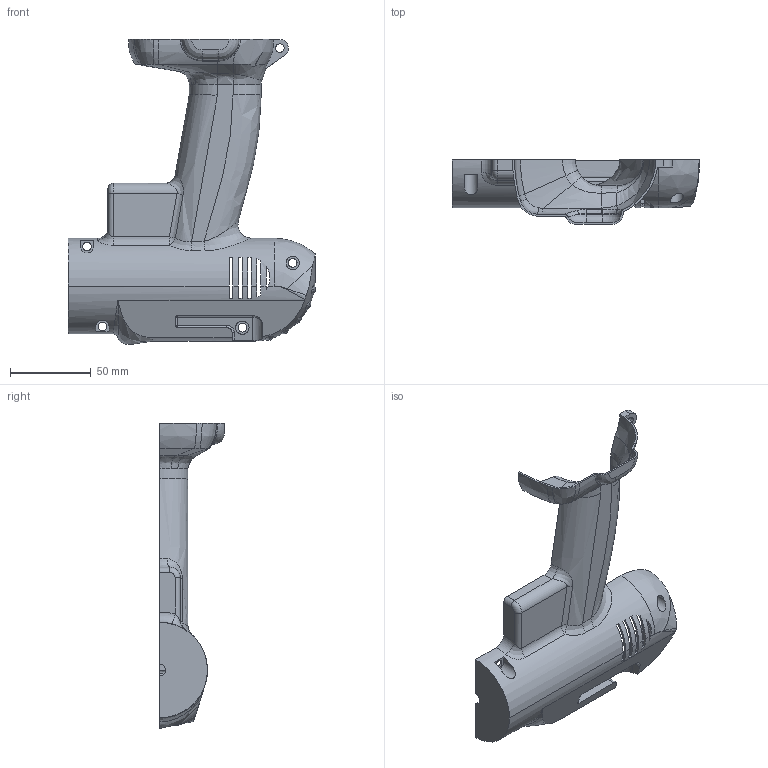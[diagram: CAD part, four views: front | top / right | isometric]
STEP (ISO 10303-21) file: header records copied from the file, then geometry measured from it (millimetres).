
FILE_DESCRIPTION(('produced by SPATIAL CORP'),'2;1');
FILE_NAME( 'housing_mirror.prt.hh.sat.stp' ,'2002-04-19T13:40:26+00:00',('SPATIAL CORP'),('SPATIAL CORP'), 'ACIS STEP Husk','http://www.spatial.com','SPATIAL CORP');
FILE_SCHEMA(('CONFIG_CONTROL_DESIGN'));
Length unit declared in the file: millimetre
Products named in the file (1): PRODUCT_ID_1
Bounding box: 152.65 x 40.01 x 188.53 mm (x, y, z)
Volume: 37632.9 mm3; surface area: 59900.7 mm2
Topology: 1 solids, 1 shells, 274 faces, 739 edges, 460 vertices
Faces by surface type: bspline 90, cylinder 70, plane 64, torus 44, sphere 6
Entity records: 13941 total; most frequent: CARTESIAN_POINT 8044, ORIENTED_EDGE 1470, DIRECTION 1031, EDGE_CURVE 735, VERTEX_POINT 460, AXIS2_PLACEMENT_3D 405, EDGE_LOOP 291, FACE_BOUND 291
